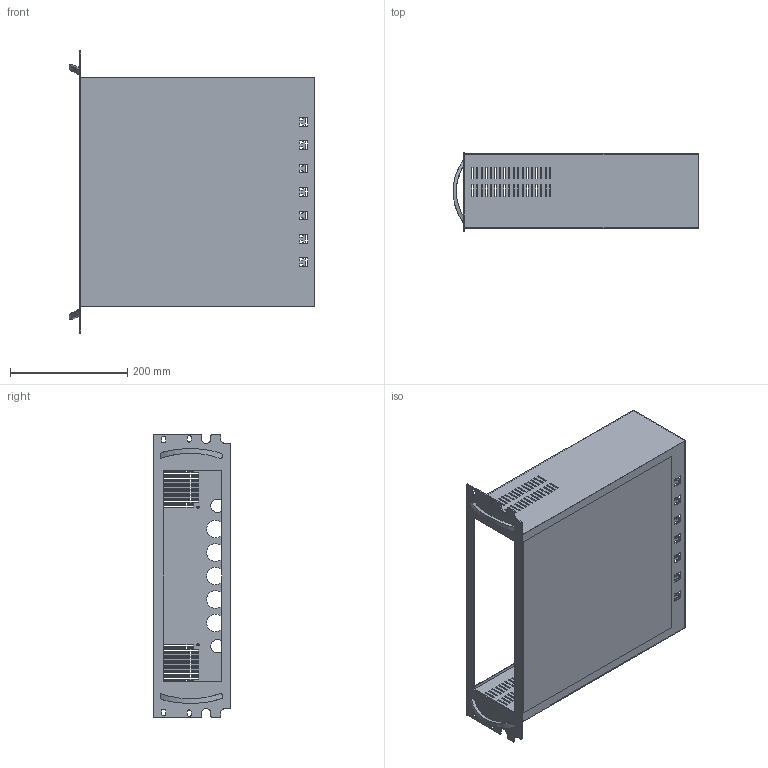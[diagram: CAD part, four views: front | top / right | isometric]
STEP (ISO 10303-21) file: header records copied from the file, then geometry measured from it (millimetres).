
FILE_DESCRIPTION(/* description */ (''),/* implementation_level */ '2;1');
FILE_NAME(/* name */ 'rack_box.step',/* time_stamp */ '2018-03-30T02:18:16+02:00',/* author */ (''),/* organization */ (''),/* preprocessor_version */ 'ST-DEVELOPER v16.13',/* originating_system */ 'Autodesk Translation Framework v6.5.0.72',/* authorisation */ '');
FILE_SCHEMA (('AUTOMOTIVE_DESIGN { 1 0 10303 214 3 1 1 }'));
Length unit declared in the file: millimetre
Products named in the file (1): FusionComponent
Bounding box: 419.99 x 133 x 483 mm (x, y, z)
Volume: 1434758.3 mm3; surface area: 691234.6 mm2
Topology: 1 solids, 1 shells, 597 faces, 1773 edges, 1182 vertices
Faces by surface type: plane 548, cylinder 49
Full cylindrical faces by diameter (mm): 4 x8, 23 x2, 30 x5
Entity records: 20386 total; most frequent: CARTESIAN_POINT 3745, ORIENTED_EDGE 3546, DIRECTION 3043, EDGE_CURVE 1773, LINE 1675, VECTOR 1675, VERTEX_POINT 1182, EDGE_LOOP 867
